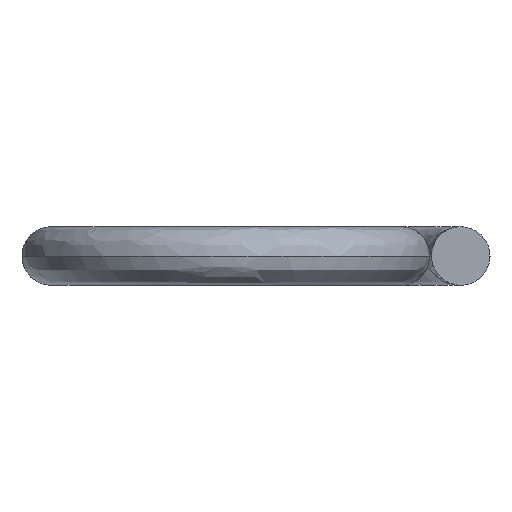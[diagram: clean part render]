
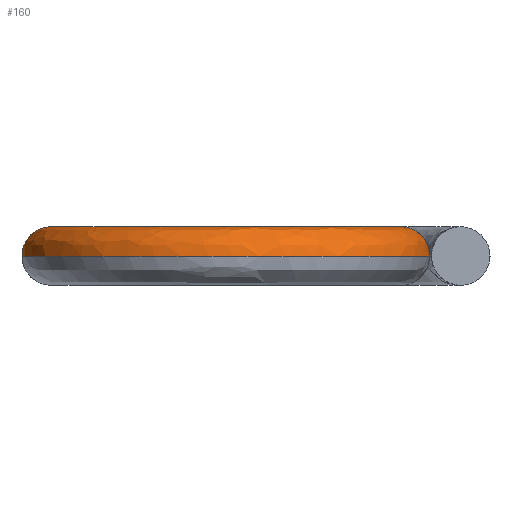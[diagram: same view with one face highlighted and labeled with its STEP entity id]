
A CAD part, left-side view. The second image highlights one B-rep face of the part: STEP entity #160.
In plain terms, the highlighted free-form (B-spline) face has degree [2, 2] with [5, 5] control points.
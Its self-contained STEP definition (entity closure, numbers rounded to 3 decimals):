
#128 = VERTEX_POINT('',#129);
#129 = CARTESIAN_POINT('',(-113.263,22.653,0.));
#136 = VERTEX_POINT('',#137);
#137 = CARTESIAN_POINT('',(-113.263,30.203,
    0.));
#142 = EDGE_CURVE('',#128,#136,#143,.T.);
#143 = ( BOUNDED_CURVE() B_SPLINE_CURVE(2,(#144,#145,#146,#147,#148),
.UNSPECIFIED.,.F.,.F.) B_SPLINE_CURVE_WITH_KNOTS((3,2,3),(1.571
,3.142,4.712),.PIECEWISE_BEZIER_KNOTS.) CURVE() 
GEOMETRIC_REPRESENTATION_ITEM() RATIONAL_B_SPLINE_CURVE((1.,
0.707,1.,0.707,1.)) REPRESENTATION_ITEM('') );
#144 = CARTESIAN_POINT('',(-113.263,22.653,
    0.));
#145 = CARTESIAN_POINT('',(-113.263,22.653,
    3.775));
#146 = CARTESIAN_POINT('',(-113.263,26.428,
    3.775));
#147 = CARTESIAN_POINT('',(-113.263,30.203,
    3.775));
#148 = CARTESIAN_POINT('',(-113.263,30.203,
    0.));
#160 = ADVANCED_FACE('',(#161),#192,.T.);
#161 = FACE_BOUND('',#162,.T.);
#162 = EDGE_LOOP('',(#163,#173,#174,#184));
#163 = ORIENTED_EDGE('',*,*,#164,.F.);
#164 = EDGE_CURVE('',#128,#165,#167,.T.);
#165 = VERTEX_POINT('',#166);
#166 = CARTESIAN_POINT('',(-113.263,-14.85,
    0.));
#167 = ( BOUNDED_CURVE() B_SPLINE_CURVE(2,(#168,#169,#170,#171,#172),
.UNSPECIFIED.,.F.,.F.) B_SPLINE_CURVE_WITH_KNOTS((3,2,3),(1.571
,3.142,4.712),.PIECEWISE_BEZIER_KNOTS.) CURVE() 
GEOMETRIC_REPRESENTATION_ITEM() RATIONAL_B_SPLINE_CURVE((1.,
0.707,1.,0.707,1.)) REPRESENTATION_ITEM('') );
#168 = CARTESIAN_POINT('',(-113.263,22.653,
    0.));
#169 = CARTESIAN_POINT('',(-132.014,22.653,
    0.));
#170 = CARTESIAN_POINT('',(-132.014,3.901,
    0.));
#171 = CARTESIAN_POINT('',(-132.014,-14.85,
    0.));
#172 = CARTESIAN_POINT('',(-113.263,-14.85,
    0.));
#173 = ORIENTED_EDGE('',*,*,#142,.T.);
#174 = ORIENTED_EDGE('',*,*,#175,.T.);
#175 = EDGE_CURVE('',#136,#176,#178,.T.);
#176 = VERTEX_POINT('',#177);
#177 = CARTESIAN_POINT('',(-113.263,-22.401,
    0.));
#178 = ( BOUNDED_CURVE() B_SPLINE_CURVE(2,(#179,#180,#181,#182,#183),
.UNSPECIFIED.,.F.,.F.) B_SPLINE_CURVE_WITH_KNOTS((3,2,3),(1.571
,3.142,4.712),.PIECEWISE_BEZIER_KNOTS.) CURVE() 
GEOMETRIC_REPRESENTATION_ITEM() RATIONAL_B_SPLINE_CURVE((1.,
0.707,1.,0.707,1.)) REPRESENTATION_ITEM('') );
#179 = CARTESIAN_POINT('',(-113.263,30.203,
    0.));
#180 = CARTESIAN_POINT('',(-139.565,30.203,
    0.));
#181 = CARTESIAN_POINT('',(-139.565,3.901,
    0.));
#182 = CARTESIAN_POINT('',(-139.565,-22.401,
    0.));
#183 = CARTESIAN_POINT('',(-113.263,-22.401,
    0.));
#184 = ORIENTED_EDGE('',*,*,#185,.T.);
#185 = EDGE_CURVE('',#176,#165,#186,.T.);
#186 = ( BOUNDED_CURVE() B_SPLINE_CURVE(2,(#187,#188,#189,#190,#191),
.UNSPECIFIED.,.F.,.F.) B_SPLINE_CURVE_WITH_KNOTS((3,2,3),(0.,
1.571,3.142),.PIECEWISE_BEZIER_KNOTS.) CURVE() 
GEOMETRIC_REPRESENTATION_ITEM() RATIONAL_B_SPLINE_CURVE((1.,
0.707,1.,0.707,1.)) REPRESENTATION_ITEM('') );
#187 = CARTESIAN_POINT('',(-113.263,-22.401,0.));
#188 = CARTESIAN_POINT('',(-113.263,-22.401,
    3.775));
#189 = CARTESIAN_POINT('',(-113.263,-18.625,
    3.775));
#190 = CARTESIAN_POINT('',(-113.263,-14.85,
    3.775));
#191 = CARTESIAN_POINT('',(-113.263,-14.85,
    0.));
#192 = ( BOUNDED_SURFACE() B_SPLINE_SURFACE(2,2,(
    (#193,#194,#195,#196,#197)
    ,(#198,#199,#200,#201,#202)
    ,(#203,#204,#205,#206,#207)
    ,(#208,#209,#210,#211,#212)
    ,(#213,#214,#215,#216,#217
)),.UNSPECIFIED.,.F.,.F.,.F.) B_SPLINE_SURFACE_WITH_KNOTS((3,2,3),(3,2,3
    ),(0.,1.571,3.142),(0.,1.571,3.142
),.PIECEWISE_BEZIER_KNOTS.) GEOMETRIC_REPRESENTATION_ITEM() 
RATIONAL_B_SPLINE_SURFACE((
    (1.,0.707,1.,0.707,1.)
    ,(0.707,0.5,0.707,0.5,0.707)
    ,(1.,0.707,1.,0.707,1.)
    ,(0.707,0.5,0.707,0.5,0.707)
,(1.,0.707,1.,0.707,1.
))) REPRESENTATION_ITEM('') SURFACE() );
#193 = CARTESIAN_POINT('',(-113.263,30.203,0.));
#194 = CARTESIAN_POINT('',(-113.263,30.203,
    3.775));
#195 = CARTESIAN_POINT('',(-113.263,26.428,
    3.775));
#196 = CARTESIAN_POINT('',(-113.263,22.653,
    3.775));
#197 = CARTESIAN_POINT('',(-113.263,22.653,
    0.));
#198 = CARTESIAN_POINT('',(-139.565,30.203,0.));
#199 = CARTESIAN_POINT('',(-139.565,30.203,
    3.775));
#200 = CARTESIAN_POINT('',(-135.79,26.428,
    3.775));
#201 = CARTESIAN_POINT('',(-132.014,22.653,
    3.775));
#202 = CARTESIAN_POINT('',(-132.014,22.653,
    0.));
#203 = CARTESIAN_POINT('',(-139.565,3.901,0.));
#204 = CARTESIAN_POINT('',(-139.565,3.901,3.775
    ));
#205 = CARTESIAN_POINT('',(-135.79,3.901,3.775
    ));
#206 = CARTESIAN_POINT('',(-132.014,3.901,3.775
    ));
#207 = CARTESIAN_POINT('',(-132.014,3.901,
    0.));
#208 = CARTESIAN_POINT('',(-139.565,-22.401,0.));
#209 = CARTESIAN_POINT('',(-139.565,-22.401,
    3.775));
#210 = CARTESIAN_POINT('',(-135.79,-18.625,
    3.775));
#211 = CARTESIAN_POINT('',(-132.014,-14.85,
    3.775));
#212 = CARTESIAN_POINT('',(-132.014,-14.85,
    0.));
#213 = CARTESIAN_POINT('',(-113.263,-22.401,0.));
#214 = CARTESIAN_POINT('',(-113.263,-22.401,
    3.775));
#215 = CARTESIAN_POINT('',(-113.263,-18.625,
    3.775));
#216 = CARTESIAN_POINT('',(-113.263,-14.85,
    3.775));
#217 = CARTESIAN_POINT('',(-113.263,-14.85,
    0.));
